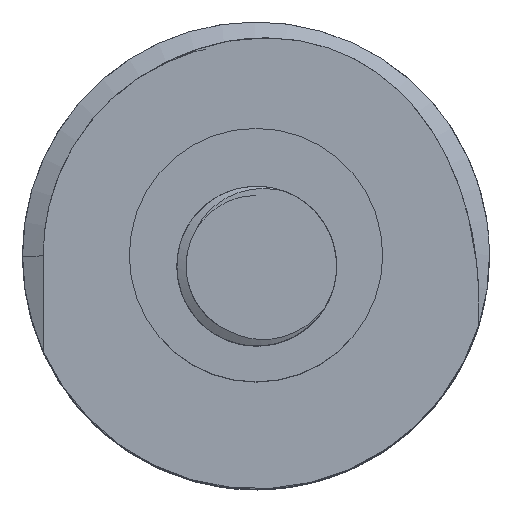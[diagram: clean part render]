
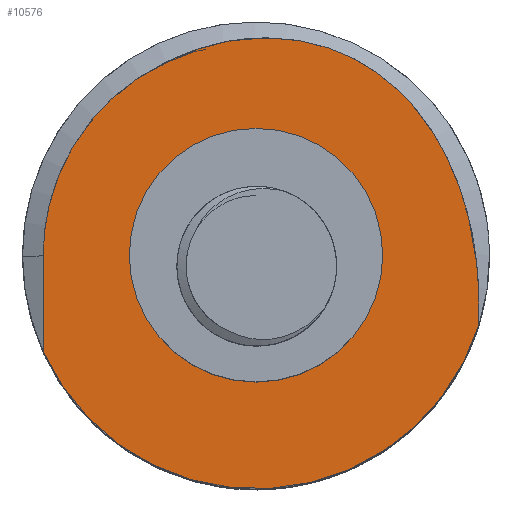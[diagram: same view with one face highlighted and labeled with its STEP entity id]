
A CAD part, top view. The second image highlights one B-rep face of the part: STEP entity #10576.
In plain terms, the highlighted face is planar.
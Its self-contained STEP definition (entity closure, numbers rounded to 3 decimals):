
#289 = VERTEX_POINT ( 'NONE', #2615 ) ;
#308 = EDGE_CURVE ( 'NONE', #4696, #5620, #4932, .T. ) ;
#321 = CARTESIAN_POINT ( 'NONE',  ( -303.831, 170., -111.638 ) ) ;
#390 = VECTOR ( 'NONE', #3261, 1000. ) ;
#428 = CARTESIAN_POINT ( 'NONE',  ( -303.835, 169.347, -111.638 ) ) ;
#647 = LINE ( 'NONE', #6974, #390 ) ;
#993 = PLANE ( 'NONE',  #3996 ) ;
#1053 = VERTEX_POINT ( 'NONE', #2028 ) ;
#1144 = CARTESIAN_POINT ( 'NONE',  ( -298.859, 158.411, -111.638 ) ) ;
#1182 = CARTESIAN_POINT ( 'NONE',  ( -303.008, 164.901, -111.638 ) ) ;
#1422 = B_SPLINE_CURVE_WITH_KNOTS ( 'NONE', 3,
 ( #6197, #9383, #10354, #2193, #10392, #2925 ),
 .UNSPECIFIED., .F., .F.,
 ( 4, 1, 1, 4 ),
 ( 0., 0.13, 0.23, 1. ),
 .UNSPECIFIED. ) ;
#1610 = DIRECTION ( 'NONE',  ( 1., 0., 0. ) ) ;
#1801 = CARTESIAN_POINT ( 'NONE',  ( -287.88, 170., -111.638 ) ) ;
#1816 = DIRECTION ( 'NONE',  ( 0., 0., 1. ) ) ;
#2028 = CARTESIAN_POINT ( 'NONE',  ( -296.823, 156.791, -111.638 ) ) ;
#2046 = AXIS2_PLACEMENT_3D ( 'NONE', #1801, #5877, #5041 ) ;
#2052 = CARTESIAN_POINT ( 'NONE',  ( -302.275, 163.096, -111.638 ) ) ;
#2193 = CARTESIAN_POINT ( 'NONE',  ( -278.113, 152.51, -111.638 ) ) ;
#2615 = CARTESIAN_POINT ( 'NONE',  ( -278.38, 170., -111.638 ) ) ;
#2652 = DIRECTION ( 'NONE',  ( 1., 0., 0. ) ) ;
#2925 = CARTESIAN_POINT ( 'NONE',  ( -271.163, 175.179, -111.638 ) ) ;
#3078 = EDGE_CURVE ( 'NONE', #289, #6798, #9401, .T. ) ;
#3261 = DIRECTION ( 'NONE',  ( 0., -1., 0. ) ) ;
#3287 = CARTESIAN_POINT ( 'NONE',  ( -287.88, 170., -111.638 ) ) ;
#3370 = CARTESIAN_POINT ( 'NONE',  ( -271.163, 175.179, -111.638 ) ) ;
#3378 = CARTESIAN_POINT ( 'NONE',  ( -287.88, 170., -111.638 ) ) ;
#3544 = ORIENTED_EDGE ( 'NONE', *, *, #6564, .F. ) ;
#3554 = ORIENTED_EDGE ( 'NONE', *, *, #6424, .T. ) ;
#3871 = CIRCLE ( 'NONE', #2046, 9.5 ) ;
#3911 = ORIENTED_EDGE ( 'NONE', *, *, #8658, .T. ) ;
#3947 = ORIENTED_EDGE ( 'NONE', *, *, #4541, .F. ) ;
#3996 = AXIS2_PLACEMENT_3D ( 'NONE', #7602, #1816, #4293 ) ;
#3998 = B_SPLINE_CURVE_WITH_KNOTS ( 'NONE', 3,
 ( #7758, #7688, #5373, #1144, #4481, #7832, #5331, #2052, #10177, #1182, #10143, #8643, #4555, #9457, #428, #321 ),
 .UNSPECIFIED., .F., .F.,
 ( 4, 2, 2, 2, 2, 2, 2, 4 ),
 ( 0., 0.002, 0.004, 0.008, 0.01, 0.012, 0.014, 0.016 ),
 .UNSPECIFIED. ) ;
#4293 = DIRECTION ( 'NONE',  ( 1., 0., 0. ) ) ;
#4372 = CARTESIAN_POINT ( 'NONE',  ( -297.38, 170., -111.638 ) ) ;
#4481 = CARTESIAN_POINT ( 'NONE',  ( -299.326, 158.871, -111.638 ) ) ;
#4541 = EDGE_CURVE ( 'NONE', #5620, #7806, #647, .T. ) ;
#4555 = CARTESIAN_POINT ( 'NONE',  ( -303.631, 167.402, -111.638 ) ) ;
#4696 = VERTEX_POINT ( 'NONE', #3370 ) ;
#4932 = CIRCLE ( 'NONE', #10381, 17.5 ) ;
#4992 = ORIENTED_EDGE ( 'NONE', *, *, #308, .F. ) ;
#5041 = DIRECTION ( 'NONE',  ( 1., 0., 0. ) ) ;
#5085 = EDGE_LOOP ( 'NONE', ( #9070, #3911 ) ) ;
#5331 = CARTESIAN_POINT ( 'NONE',  ( -301.362, 161.377, -111.638 ) ) ;
#5373 = CARTESIAN_POINT ( 'NONE',  ( -297.879, 157.555, -111.638 ) ) ;
#5620 = VERTEX_POINT ( 'NONE', #6828 ) ;
#5877 = DIRECTION ( 'NONE',  ( 0., 0., 1. ) ) ;
#6197 = CARTESIAN_POINT ( 'NONE',  ( -296.823, 156.791, -111.638 ) ) ;
#6424 = EDGE_CURVE ( 'NONE', #1053, #7806, #3998, .T. ) ;
#6564 = EDGE_CURVE ( 'NONE', #1053, #4696, #1422, .T. ) ;
#6591 = DIRECTION ( 'NONE',  ( 0., 0., 1. ) ) ;
#6798 = VERTEX_POINT ( 'NONE', #4372 ) ;
#6828 = CARTESIAN_POINT ( 'NONE',  ( -303.831, 177.197, -111.638 ) ) ;
#6974 = CARTESIAN_POINT ( 'NONE',  ( -303.831, 170., -111.638 ) ) ;
#7078 = EDGE_LOOP ( 'NONE', ( #3544, #3554, #3947, #4992 ) ) ;
#7347 = FACE_OUTER_BOUND ( 'NONE', #7078, .T. ) ;
#7443 = DIRECTION ( 'NONE',  ( 0., 0., 1. ) ) ;
#7602 = CARTESIAN_POINT ( 'NONE',  ( -287.88, 170., -111.638 ) ) ;
#7688 = CARTESIAN_POINT ( 'NONE',  ( -297.364, 157.158, -111.638 ) ) ;
#7738 = FACE_BOUND ( 'NONE', #5085, .T. ) ;
#7758 = CARTESIAN_POINT ( 'NONE',  ( -296.823, 156.791, -111.638 ) ) ;
#7806 = VERTEX_POINT ( 'NONE', #8976 ) ;
#7832 = CARTESIAN_POINT ( 'NONE',  ( -300.625, 160.32, -111.638 ) ) ;
#8400 = AXIS2_PLACEMENT_3D ( 'NONE', #3287, #6591, #1610 ) ;
#8643 = CARTESIAN_POINT ( 'NONE',  ( -303.511, 166.767, -111.638 ) ) ;
#8658 = EDGE_CURVE ( 'NONE', #6798, #289, #3871, .T. ) ;
#8976 = CARTESIAN_POINT ( 'NONE',  ( -303.831, 170., -111.638 ) ) ;
#9070 = ORIENTED_EDGE ( 'NONE', *, *, #3078, .T. ) ;
#9383 = CARTESIAN_POINT ( 'NONE',  ( -295.069, 155.603, -111.638 ) ) ;
#9401 = CIRCLE ( 'NONE', #8400, 9.5 ) ;
#9457 = CARTESIAN_POINT ( 'NONE',  ( -303.793, 168.694, -111.638 ) ) ;
#10143 = CARTESIAN_POINT ( 'NONE',  ( -303.201, 165.516, -111.638 ) ) ;
#10177 = CARTESIAN_POINT ( 'NONE',  ( -302.547, 163.693, -111.638 ) ) ;
#10354 = CARTESIAN_POINT ( 'NONE',  ( -291.615, 154.056, -111.638 ) ) ;
#10381 = AXIS2_PLACEMENT_3D ( 'NONE', #3378, #7443, #2652 ) ;
#10392 = CARTESIAN_POINT ( 'NONE',  ( -270.749, 162.767, -111.638 ) ) ;
#10576 = ADVANCED_FACE ( 'NONE', ( #7738, #7347 ), #993, .F. ) ;
